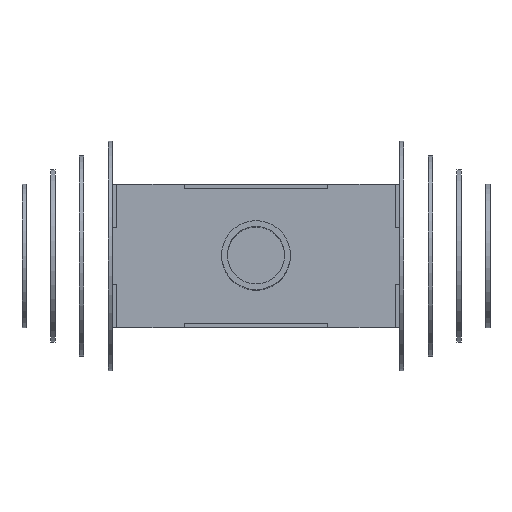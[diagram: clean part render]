
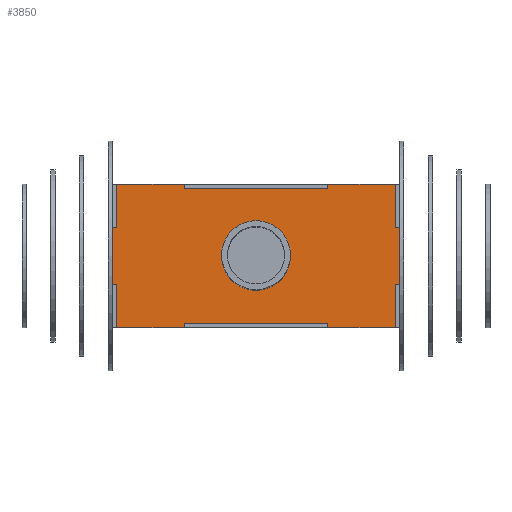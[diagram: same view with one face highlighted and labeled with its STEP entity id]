
A CAD part, top view. The second image highlights one B-rep face of the part: STEP entity #3850.
In plain terms, the highlighted planar face has unit normal (0, 0, 1).
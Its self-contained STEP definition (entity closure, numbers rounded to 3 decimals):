
#16=FACE_BOUND('',#530,.T.);
#98=PLANE('',#4113);
#310=FACE_OUTER_BOUND('',#529,.T.);
#529=EDGE_LOOP('',(#2860,#2861,#2862,#2863,#2864,#2865,#2866,#2867,#2868,
#2869,#2870,#2871,#2872,#2873,#2874,#2875,#2876,#2877,#2878,#2879));
#530=EDGE_LOOP('',(#2880));
#738=LINE('',#5412,#1262);
#740=LINE('',#5418,#1264);
#744=LINE('',#5424,#1268);
#745=LINE('',#5427,#1269);
#750=LINE('',#5436,#1274);
#754=LINE('',#5445,#1278);
#756=LINE('',#5451,#1280);
#760=LINE('',#5457,#1284);
#761=LINE('',#5460,#1285);
#766=LINE('',#5469,#1290);
#769=LINE('',#5477,#1293);
#772=LINE('',#5483,#1296);
#776=LINE('',#5490,#1300);
#784=LINE('',#5506,#1308);
#785=LINE('',#5508,#1309);
#786=LINE('',#5510,#1310);
#787=LINE('',#5512,#1311);
#788=LINE('',#5514,#1312);
#789=LINE('',#5516,#1313);
#790=LINE('',#5517,#1314);
#1262=VECTOR('',#4420,10.);
#1264=VECTOR('',#4424,10.);
#1268=VECTOR('',#4430,10.);
#1269=VECTOR('',#4433,10.);
#1274=VECTOR('',#4440,10.);
#1278=VECTOR('',#4446,10.);
#1280=VECTOR('',#4450,10.);
#1284=VECTOR('',#4456,10.);
#1285=VECTOR('',#4459,10.);
#1290=VECTOR('',#4466,10.);
#1293=VECTOR('',#4471,10.);
#1296=VECTOR('',#4476,10.);
#1300=VECTOR('',#4482,10.);
#1308=VECTOR('',#4496,10.);
#1309=VECTOR('',#4499,10.);
#1310=VECTOR('',#4500,10.);
#1311=VECTOR('',#4501,10.);
#1312=VECTOR('',#4502,10.);
#1313=VECTOR('',#4503,10.);
#1314=VECTOR('',#4504,10.);
#1772=CIRCLE('',#4114,24.);
#1812=VERTEX_POINT('',#5406);
#1814=VERTEX_POINT('',#5410);
#1815=VERTEX_POINT('',#5414);
#1817=VERTEX_POINT('',#5417);
#1819=VERTEX_POINT('',#5426);
#1822=VERTEX_POINT('',#5434);
#1823=VERTEX_POINT('',#5438);
#1826=VERTEX_POINT('',#5443);
#1828=VERTEX_POINT('',#5448);
#1829=VERTEX_POINT('',#5450);
#1831=VERTEX_POINT('',#5459);
#1834=VERTEX_POINT('',#5467);
#1837=VERTEX_POINT('',#5474);
#1838=VERTEX_POINT('',#5476);
#1840=VERTEX_POINT('',#5482);
#1842=VERTEX_POINT('',#5488);
#1848=VERTEX_POINT('',#5509);
#1849=VERTEX_POINT('',#5511);
#1850=VERTEX_POINT('',#5513);
#1851=VERTEX_POINT('',#5515);
#1852=VERTEX_POINT('',#5518);
#2194=EDGE_CURVE('',#1812,#1814,#738,.T.);
#2196=EDGE_CURVE('',#1815,#1817,#740,.T.);
#2200=EDGE_CURVE('',#1817,#1814,#744,.T.);
#2201=EDGE_CURVE('',#1819,#1812,#745,.T.);
#2206=EDGE_CURVE('',#1815,#1822,#750,.T.);
#2210=EDGE_CURVE('',#1823,#1826,#754,.T.);
#2212=EDGE_CURVE('',#1828,#1829,#756,.T.);
#2216=EDGE_CURVE('',#1828,#1823,#760,.T.);
#2217=EDGE_CURVE('',#1831,#1829,#761,.T.);
#2222=EDGE_CURVE('',#1826,#1834,#766,.T.);
#2225=EDGE_CURVE('',#1838,#1837,#769,.T.);
#2228=EDGE_CURVE('',#1840,#1838,#772,.T.);
#2232=EDGE_CURVE('',#1837,#1842,#776,.T.);
#2241=EDGE_CURVE('',#1840,#1822,#784,.T.);
#2242=EDGE_CURVE('',#1831,#1842,#785,.T.);
#2243=EDGE_CURVE('',#1848,#1834,#786,.T.);
#2244=EDGE_CURVE('',#1848,#1849,#787,.T.);
#2245=EDGE_CURVE('',#1849,#1850,#788,.T.);
#2246=EDGE_CURVE('',#1850,#1851,#789,.T.);
#2247=EDGE_CURVE('',#1819,#1851,#790,.T.);
#2248=EDGE_CURVE('',#1852,#1852,#1772,.T.);
#2860=ORIENTED_EDGE('',*,*,#2228,.T.);
#2861=ORIENTED_EDGE('',*,*,#2225,.T.);
#2862=ORIENTED_EDGE('',*,*,#2232,.T.);
#2863=ORIENTED_EDGE('',*,*,#2242,.F.);
#2864=ORIENTED_EDGE('',*,*,#2217,.T.);
#2865=ORIENTED_EDGE('',*,*,#2212,.F.);
#2866=ORIENTED_EDGE('',*,*,#2216,.T.);
#2867=ORIENTED_EDGE('',*,*,#2210,.T.);
#2868=ORIENTED_EDGE('',*,*,#2222,.T.);
#2869=ORIENTED_EDGE('',*,*,#2243,.F.);
#2870=ORIENTED_EDGE('',*,*,#2244,.T.);
#2871=ORIENTED_EDGE('',*,*,#2245,.T.);
#2872=ORIENTED_EDGE('',*,*,#2246,.T.);
#2873=ORIENTED_EDGE('',*,*,#2247,.F.);
#2874=ORIENTED_EDGE('',*,*,#2201,.T.);
#2875=ORIENTED_EDGE('',*,*,#2194,.T.);
#2876=ORIENTED_EDGE('',*,*,#2200,.F.);
#2877=ORIENTED_EDGE('',*,*,#2196,.F.);
#2878=ORIENTED_EDGE('',*,*,#2206,.T.);
#2879=ORIENTED_EDGE('',*,*,#2241,.F.);
#2880=ORIENTED_EDGE('',*,*,#2248,.T.);
#3850=ADVANCED_FACE('',(#310,#16),#98,.T.);
#4113=AXIS2_PLACEMENT_3D('',#5507,#4497,#4498);
#4114=AXIS2_PLACEMENT_3D('',#5519,#4505,#4506);
#4420=DIRECTION('',(-1.,0.,0.));
#4424=DIRECTION('',(-1.,0.,0.));
#4430=DIRECTION('',(0.,1.,0.));
#4433=DIRECTION('',(0.,-1.,0.));
#4440=DIRECTION('',(0.,-1.,0.));
#4446=DIRECTION('',(-1.,0.,0.));
#4450=DIRECTION('',(-1.,0.,0.));
#4456=DIRECTION('',(0.,1.,0.));
#4459=DIRECTION('',(0.,1.,0.));
#4466=DIRECTION('',(0.,1.,0.));
#4471=DIRECTION('',(1.,0.,0.));
#4476=DIRECTION('',(0.,1.,0.));
#4482=DIRECTION('',(0.,-1.,0.));
#4496=DIRECTION('',(-1.,0.,0.));
#4497=DIRECTION('center_axis',(0.,0.,1.));
#4498=DIRECTION('ref_axis',(1.,0.,0.));
#4499=DIRECTION('',(-1.,0.,0.));
#4500=DIRECTION('',(1.,0.,0.));
#4501=DIRECTION('',(0.,-1.,0.));
#4502=DIRECTION('',(-1.,0.,0.));
#4503=DIRECTION('',(0.,1.,0.));
#4504=DIRECTION('',(1.,0.,0.));
#4505=DIRECTION('center_axis',(0.,0.,-1.));
#4506=DIRECTION('ref_axis',(1.,0.,0.));
#5406=CARTESIAN_POINT('',(-97.,20.,0.));
#5410=CARTESIAN_POINT('',(-100.,20.,0.));
#5412=CARTESIAN_POINT('',(-97.,20.,0.));
#5414=CARTESIAN_POINT('',(-97.,-20.,0.));
#5417=CARTESIAN_POINT('',(-100.,-20.,0.));
#5418=CARTESIAN_POINT('',(-97.,-20.,0.));
#5424=CARTESIAN_POINT('',(-100.,-10.,0.));
#5426=CARTESIAN_POINT('',(-97.,50.,0.));
#5427=CARTESIAN_POINT('',(-97.,0.,0.));
#5434=CARTESIAN_POINT('',(-97.,-50.,0.));
#5436=CARTESIAN_POINT('',(-97.,0.,0.));
#5438=CARTESIAN_POINT('',(100.,20.,0.));
#5443=CARTESIAN_POINT('',(97.,20.,0.));
#5445=CARTESIAN_POINT('',(100.,20.,0.));
#5448=CARTESIAN_POINT('',(100.,-20.,0.));
#5450=CARTESIAN_POINT('',(97.,-20.,0.));
#5451=CARTESIAN_POINT('',(100.,-20.,0.));
#5457=CARTESIAN_POINT('',(100.,-20.,0.));
#5459=CARTESIAN_POINT('',(97.,-50.,0.));
#5460=CARTESIAN_POINT('',(97.,0.,0.));
#5467=CARTESIAN_POINT('',(97.,50.,0.));
#5469=CARTESIAN_POINT('',(97.,0.,0.));
#5474=CARTESIAN_POINT('',(50.,-47.,0.));
#5476=CARTESIAN_POINT('',(-50.,-47.,0.));
#5477=CARTESIAN_POINT('',(-50.,-47.,0.));
#5482=CARTESIAN_POINT('',(-50.,-50.,0.));
#5483=CARTESIAN_POINT('',(-50.,-23.5,0.));
#5488=CARTESIAN_POINT('',(50.,-50.,0.));
#5490=CARTESIAN_POINT('',(50.,-23.5,0.));
#5506=CARTESIAN_POINT('',(0.,-50.,0.));
#5507=CARTESIAN_POINT('Origin',(-100.,0.,0.));
#5508=CARTESIAN_POINT('',(0.,-50.,0.));
#5509=CARTESIAN_POINT('',(50.,50.,0.));
#5510=CARTESIAN_POINT('',(0.,50.,0.));
#5511=CARTESIAN_POINT('',(50.,47.,0.));
#5512=CARTESIAN_POINT('',(50.,25.,0.));
#5513=CARTESIAN_POINT('',(-50.,47.,0.));
#5514=CARTESIAN_POINT('',(-50.,47.,0.));
#5515=CARTESIAN_POINT('',(-50.,50.,0.));
#5516=CARTESIAN_POINT('',(-50.,25.,0.));
#5517=CARTESIAN_POINT('',(0.,50.,0.));
#5518=CARTESIAN_POINT('',(-24.,0.,0.));
#5519=CARTESIAN_POINT('Origin',(0.,0.,0.));
